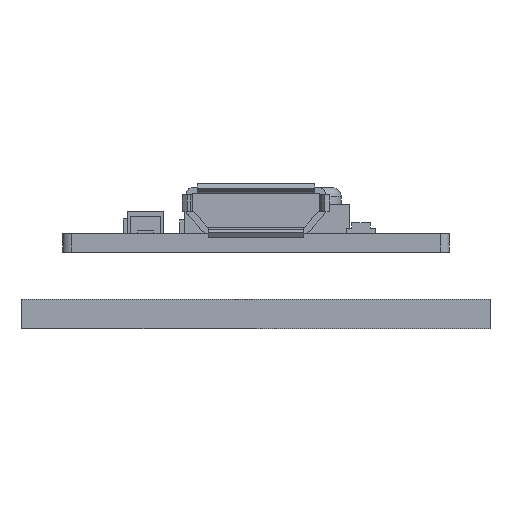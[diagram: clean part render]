
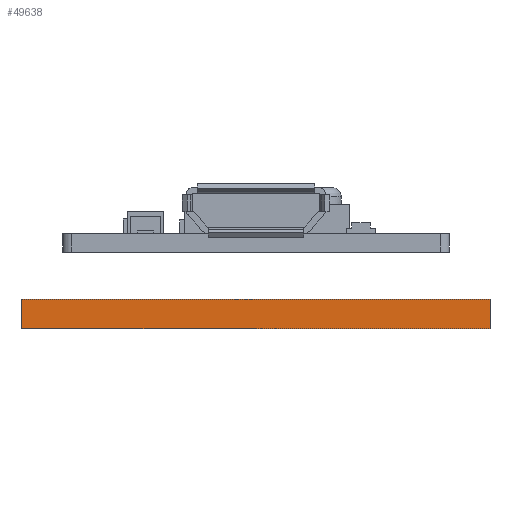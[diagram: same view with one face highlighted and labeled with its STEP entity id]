
A CAD part, left-side view. The second image highlights one B-rep face of the part: STEP entity #49638.
In plain terms, the highlighted planar face has unit normal (-1, 0, 0).
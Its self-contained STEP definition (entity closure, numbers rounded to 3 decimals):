
#49638 = ADVANCED_FACE('',(#49639),#49653,.T.);
#49639 = FACE_BOUND('',#49640,.T.);
#49640 = EDGE_LOOP('',(#49641,#49676,#49704,#49732));
#49641 = ORIENTED_EDGE('',*,*,#49642,.T.);
#49642 = EDGE_CURVE('',#49643,#49645,#49647,.T.);
#49643 = VERTEX_POINT('',#49644);
#49644 = CARTESIAN_POINT('',(-27.94,-12.7,0.));
#49645 = VERTEX_POINT('',#49646);
#49646 = CARTESIAN_POINT('',(-27.94,-12.7,1.6));
#49647 = SURFACE_CURVE('',#49648,(#49652,#49664),.PCURVE_S1.);
#49648 = LINE('',#49649,#49650);
#49649 = CARTESIAN_POINT('',(-27.94,-12.7,0.));
#49650 = VECTOR('',#49651,1.);
#49651 = DIRECTION('',(0.,0.,1.));
#49652 = PCURVE('',#49653,#49658);
#49653 = PLANE('',#49654);
#49654 = AXIS2_PLACEMENT_3D('',#49655,#49656,#49657);
#49655 = CARTESIAN_POINT('',(-27.94,-12.7,0.));
#49656 = DIRECTION('',(-1.,0.,0.));
#49657 = DIRECTION('',(0.,1.,0.));
#49658 = DEFINITIONAL_REPRESENTATION('',(#49659),#49663);
#49659 = LINE('',#49660,#49661);
#49660 = CARTESIAN_POINT('',(0.,0.));
#49661 = VECTOR('',#49662,1.);
#49662 = DIRECTION('',(0.,-1.));
#49663 = ( GEOMETRIC_REPRESENTATION_CONTEXT(2) 
PARAMETRIC_REPRESENTATION_CONTEXT() REPRESENTATION_CONTEXT('2D SPACE',''
  ) );
#49664 = PCURVE('',#49665,#49670);
#49665 = PLANE('',#49666);
#49666 = AXIS2_PLACEMENT_3D('',#49667,#49668,#49669);
#49667 = CARTESIAN_POINT('',(27.94,-12.7,0.));
#49668 = DIRECTION('',(0.,-1.,0.));
#49669 = DIRECTION('',(-1.,0.,0.));
#49670 = DEFINITIONAL_REPRESENTATION('',(#49671),#49675);
#49671 = LINE('',#49672,#49673);
#49672 = CARTESIAN_POINT('',(55.88,0.));
#49673 = VECTOR('',#49674,1.);
#49674 = DIRECTION('',(0.,-1.));
#49675 = ( GEOMETRIC_REPRESENTATION_CONTEXT(2) 
PARAMETRIC_REPRESENTATION_CONTEXT() REPRESENTATION_CONTEXT('2D SPACE',''
  ) );
#49676 = ORIENTED_EDGE('',*,*,#49677,.T.);
#49677 = EDGE_CURVE('',#49645,#49678,#49680,.T.);
#49678 = VERTEX_POINT('',#49679);
#49679 = CARTESIAN_POINT('',(-27.94,12.7,1.6));
#49680 = SURFACE_CURVE('',#49681,(#49685,#49692),.PCURVE_S1.);
#49681 = LINE('',#49682,#49683);
#49682 = CARTESIAN_POINT('',(-27.94,-12.7,1.6));
#49683 = VECTOR('',#49684,1.);
#49684 = DIRECTION('',(0.,1.,0.));
#49685 = PCURVE('',#49653,#49686);
#49686 = DEFINITIONAL_REPRESENTATION('',(#49687),#49691);
#49687 = LINE('',#49688,#49689);
#49688 = CARTESIAN_POINT('',(0.,-1.6));
#49689 = VECTOR('',#49690,1.);
#49690 = DIRECTION('',(1.,0.));
#49691 = ( GEOMETRIC_REPRESENTATION_CONTEXT(2) 
PARAMETRIC_REPRESENTATION_CONTEXT() REPRESENTATION_CONTEXT('2D SPACE',''
  ) );
#49692 = PCURVE('',#49693,#49698);
#49693 = PLANE('',#49694);
#49694 = AXIS2_PLACEMENT_3D('',#49695,#49696,#49697);
#49695 = CARTESIAN_POINT('',(0.,0.,1.6));
#49696 = DIRECTION('',(-0.,-0.,-1.));
#49697 = DIRECTION('',(-1.,0.,0.));
#49698 = DEFINITIONAL_REPRESENTATION('',(#49699),#49703);
#49699 = LINE('',#49700,#49701);
#49700 = CARTESIAN_POINT('',(27.94,-12.7));
#49701 = VECTOR('',#49702,1.);
#49702 = DIRECTION('',(0.,1.));
#49703 = ( GEOMETRIC_REPRESENTATION_CONTEXT(2) 
PARAMETRIC_REPRESENTATION_CONTEXT() REPRESENTATION_CONTEXT('2D SPACE',''
  ) );
#49704 = ORIENTED_EDGE('',*,*,#49705,.F.);
#49705 = EDGE_CURVE('',#49706,#49678,#49708,.T.);
#49706 = VERTEX_POINT('',#49707);
#49707 = CARTESIAN_POINT('',(-27.94,12.7,0.));
#49708 = SURFACE_CURVE('',#49709,(#49713,#49720),.PCURVE_S1.);
#49709 = LINE('',#49710,#49711);
#49710 = CARTESIAN_POINT('',(-27.94,12.7,0.));
#49711 = VECTOR('',#49712,1.);
#49712 = DIRECTION('',(0.,0.,1.));
#49713 = PCURVE('',#49653,#49714);
#49714 = DEFINITIONAL_REPRESENTATION('',(#49715),#49719);
#49715 = LINE('',#49716,#49717);
#49716 = CARTESIAN_POINT('',(25.4,0.));
#49717 = VECTOR('',#49718,1.);
#49718 = DIRECTION('',(0.,-1.));
#49719 = ( GEOMETRIC_REPRESENTATION_CONTEXT(2) 
PARAMETRIC_REPRESENTATION_CONTEXT() REPRESENTATION_CONTEXT('2D SPACE',''
  ) );
#49720 = PCURVE('',#49721,#49726);
#49721 = PLANE('',#49722);
#49722 = AXIS2_PLACEMENT_3D('',#49723,#49724,#49725);
#49723 = CARTESIAN_POINT('',(-27.94,12.7,0.));
#49724 = DIRECTION('',(0.,1.,0.));
#49725 = DIRECTION('',(1.,0.,0.));
#49726 = DEFINITIONAL_REPRESENTATION('',(#49727),#49731);
#49727 = LINE('',#49728,#49729);
#49728 = CARTESIAN_POINT('',(0.,0.));
#49729 = VECTOR('',#49730,1.);
#49730 = DIRECTION('',(0.,-1.));
#49731 = ( GEOMETRIC_REPRESENTATION_CONTEXT(2) 
PARAMETRIC_REPRESENTATION_CONTEXT() REPRESENTATION_CONTEXT('2D SPACE',''
  ) );
#49732 = ORIENTED_EDGE('',*,*,#49733,.F.);
#49733 = EDGE_CURVE('',#49643,#49706,#49734,.T.);
#49734 = SURFACE_CURVE('',#49735,(#49739,#49746),.PCURVE_S1.);
#49735 = LINE('',#49736,#49737);
#49736 = CARTESIAN_POINT('',(-27.94,-12.7,0.));
#49737 = VECTOR('',#49738,1.);
#49738 = DIRECTION('',(0.,1.,0.));
#49739 = PCURVE('',#49653,#49740);
#49740 = DEFINITIONAL_REPRESENTATION('',(#49741),#49745);
#49741 = LINE('',#49742,#49743);
#49742 = CARTESIAN_POINT('',(0.,0.));
#49743 = VECTOR('',#49744,1.);
#49744 = DIRECTION('',(1.,0.));
#49745 = ( GEOMETRIC_REPRESENTATION_CONTEXT(2) 
PARAMETRIC_REPRESENTATION_CONTEXT() REPRESENTATION_CONTEXT('2D SPACE',''
  ) );
#49746 = PCURVE('',#49747,#49752);
#49747 = PLANE('',#49748);
#49748 = AXIS2_PLACEMENT_3D('',#49749,#49750,#49751);
#49749 = CARTESIAN_POINT('',(0.,0.,0.));
#49750 = DIRECTION('',(-0.,-0.,-1.));
#49751 = DIRECTION('',(-1.,0.,0.));
#49752 = DEFINITIONAL_REPRESENTATION('',(#49753),#49757);
#49753 = LINE('',#49754,#49755);
#49754 = CARTESIAN_POINT('',(27.94,-12.7));
#49755 = VECTOR('',#49756,1.);
#49756 = DIRECTION('',(0.,1.));
#49757 = ( GEOMETRIC_REPRESENTATION_CONTEXT(2) 
PARAMETRIC_REPRESENTATION_CONTEXT() REPRESENTATION_CONTEXT('2D SPACE',''
  ) );
